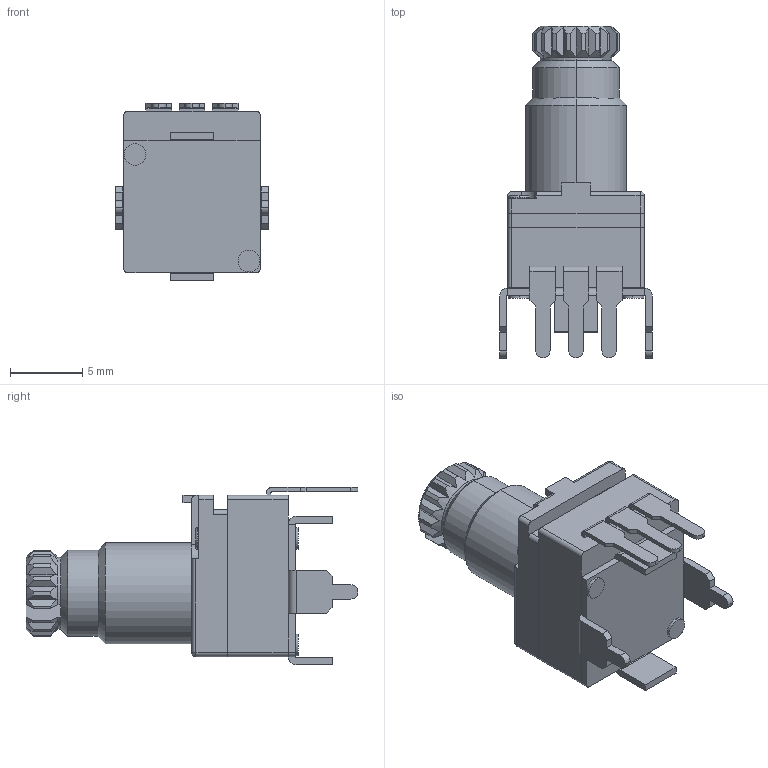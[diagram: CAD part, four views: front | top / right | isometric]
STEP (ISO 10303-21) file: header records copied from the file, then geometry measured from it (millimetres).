
FILE_DESCRIPTION (( 'STEP AP214' ), '1' );
FILE_NAME ('Potentiometer.STEP', '2017-03-17T09:09:33', ( '' ), ( '' ), 'SwSTEP 2.0', 'SolidWorks 2013', '' );
FILE_SCHEMA (( 'AUTOMOTIVE_DESIGN' ));
Length unit declared in the file: millimetre
Products named in the file (1): Potentiometer
Bounding box: 10.6 x 23.05 x 12.3 mm (x, y, z)
Volume: 1131.8 mm3; surface area: 936.3 mm2
Topology: 1 solids, 1 shells, 248 faces, 720 edges, 495 vertices
Faces by surface type: plane 148, cylinder 76, torus 12, cone 10, sphere 2
Entity records: 11233 total; most frequent: CARTESIAN_POINT 2460, ORIENTED_EDGE 1436, DIRECTION 1275, EDGE_CURVE 718, VERTEX_POINT 495, AXIS2_PLACEMENT_3D 431, VECTOR 413, LINE 413
